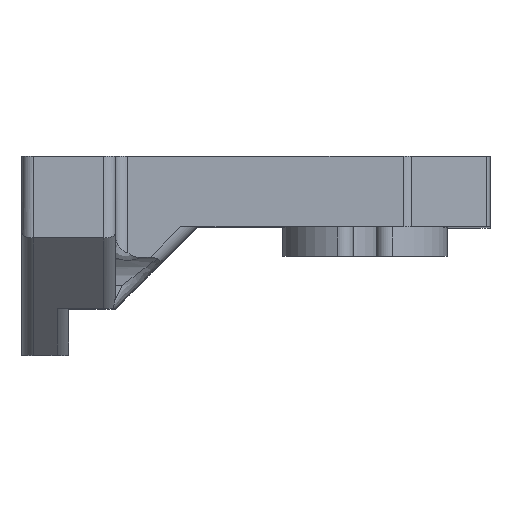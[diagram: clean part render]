
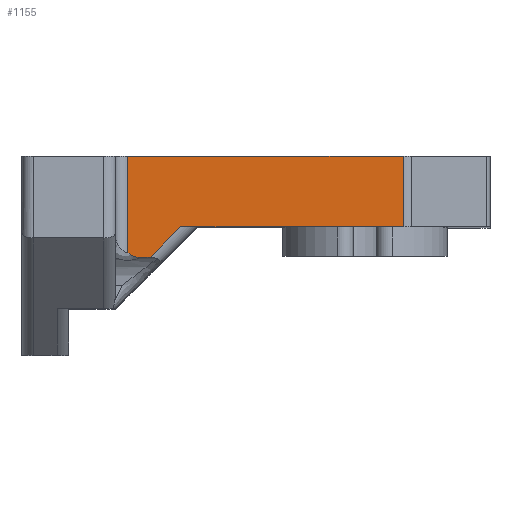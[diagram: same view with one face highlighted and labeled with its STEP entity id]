
A CAD part, top view. The second image highlights one B-rep face of the part: STEP entity #1155.
In plain terms, the highlighted planar face has unit normal (0, 0, 1).
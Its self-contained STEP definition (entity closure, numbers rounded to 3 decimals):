
#63 = CARTESIAN_POINT ( 'NONE',  ( 9.147, 8.648, 33. ) ) ;
#103 = EDGE_CURVE ( 'NONE', #2761, #2394, #2740, .T. ) ;
#104 = ORIENTED_EDGE ( 'NONE', *, *, #1593, .T. ) ;
#168 = VECTOR ( 'NONE', #2372, 1000. ) ;
#263 = B_SPLINE_CURVE_WITH_KNOTS ( 'NONE', 3,
 ( #1455, #63, #317, #1013, #2873, #765 ),
 .UNSPECIFIED., .F., .F.,
 ( 4, 2, 4 ),
 ( 0., 0.001, 0.001 ),
 .UNSPECIFIED. ) ;
#284 = CARTESIAN_POINT ( 'NONE',  ( 9., 8.795, 33. ) ) ;
#291 = CARTESIAN_POINT ( 'NONE',  ( 32.586, 11., 33. ) ) ;
#317 = CARTESIAN_POINT ( 'NONE',  ( 9.331, 8.538, 33. ) ) ;
#356 = DIRECTION ( 'NONE',  ( 1., 0., 0. ) ) ;
#373 = VERTEX_POINT ( 'NONE', #1473 ) ;
#473 = EDGE_CURVE ( 'NONE', #1460, #2133, #1929, .T. ) ;
#536 = VECTOR ( 'NONE', #1588, 1000. ) ;
#588 = DIRECTION ( 'NONE',  ( -1., 0., 0. ) ) ;
#617 = FACE_OUTER_BOUND ( 'NONE', #1041, .T. ) ;
#663 = ORIENTED_EDGE ( 'NONE', *, *, #2461, .T. ) ;
#692 = LINE ( 'NONE', #2767, #536 ) ;
#765 = CARTESIAN_POINT ( 'NONE',  ( 10.137, 8.369, 33. ) ) ;
#780 = CARTESIAN_POINT ( 'NONE',  ( 9., 8.369, 33. ) ) ;
#867 = DIRECTION ( 'NONE',  ( 0.707, 0.707, 0. ) ) ;
#1013 = CARTESIAN_POINT ( 'NONE',  ( 9.725, 8.4, 33. ) ) ;
#1028 = VERTEX_POINT ( 'NONE', #2330 ) ;
#1041 = EDGE_LOOP ( 'NONE', ( #1984, #104, #663, #1976, #2476, #3043, #2774 ) ) ;
#1155 = ADVANCED_FACE ( 'NONE', ( #617 ), #1493, .F. ) ;
#1170 = CARTESIAN_POINT ( 'NONE',  ( 21.292, 18.707, 33. ) ) ;
#1178 = CARTESIAN_POINT ( 'NONE',  ( 10.954, 8.369, 33. ) ) ;
#1292 = DIRECTION ( 'NONE',  ( 0., 0., -1. ) ) ;
#1338 = AXIS2_PLACEMENT_3D ( 'NONE', #2275, #1292, #588 ) ;
#1365 = CARTESIAN_POINT ( 'NONE',  ( 10.137, 8.369, 33. ) ) ;
#1391 = EDGE_CURVE ( 'NONE', #2133, #2761, #263, .T. ) ;
#1455 = CARTESIAN_POINT ( 'NONE',  ( 9., 8.795, 33. ) ) ;
#1460 = VERTEX_POINT ( 'NONE', #2966 ) ;
#1473 = CARTESIAN_POINT ( 'NONE',  ( 32.586, 17., 33. ) ) ;
#1493 = PLANE ( 'NONE',  #1338 ) ;
#1523 = LINE ( 'NONE', #1607, #2936 ) ;
#1588 = DIRECTION ( 'NONE',  ( -1., 0., 0. ) ) ;
#1593 = EDGE_CURVE ( 'NONE', #2394, #1028, #2584, .T. ) ;
#1607 = CARTESIAN_POINT ( 'NONE',  ( 32.586, 17., 33. ) ) ;
#1617 = VERTEX_POINT ( 'NONE', #291 ) ;
#1623 = DIRECTION ( 'NONE',  ( 0., 1., 0. ) ) ;
#1775 = VECTOR ( 'NONE', #356, 1000. ) ;
#1929 = LINE ( 'NONE', #780, #168 ) ;
#1942 = VECTOR ( 'NONE', #867, 1000. ) ;
#1976 = ORIENTED_EDGE ( 'NONE', *, *, #2743, .T. ) ;
#1984 = ORIENTED_EDGE ( 'NONE', *, *, #103, .T. ) ;
#2002 = CARTESIAN_POINT ( 'NONE',  ( 40., 11., 33. ) ) ;
#2133 = VERTEX_POINT ( 'NONE', #284 ) ;
#2275 = CARTESIAN_POINT ( 'NONE',  ( 40., -0.001, 33. ) ) ;
#2330 = CARTESIAN_POINT ( 'NONE',  ( 13.586, 11., 33. ) ) ;
#2372 = DIRECTION ( 'NONE',  ( 0., -1., 0. ) ) ;
#2394 = VERTEX_POINT ( 'NONE', #1178 ) ;
#2461 = EDGE_CURVE ( 'NONE', #1028, #1617, #2752, .T. ) ;
#2476 = ORIENTED_EDGE ( 'NONE', *, *, #2562, .T. ) ;
#2562 = EDGE_CURVE ( 'NONE', #373, #1460, #692, .T. ) ;
#2584 = LINE ( 'NONE', #1170, #1942 ) ;
#2717 = DIRECTION ( 'NONE',  ( 1., 0., 0. ) ) ;
#2740 = LINE ( 'NONE', #2923, #1775 ) ;
#2743 = EDGE_CURVE ( 'NONE', #1617, #373, #1523, .T. ) ;
#2752 = LINE ( 'NONE', #2002, #3044 ) ;
#2761 = VERTEX_POINT ( 'NONE', #1365 ) ;
#2767 = CARTESIAN_POINT ( 'NONE',  ( 40., 17., 33. ) ) ;
#2774 = ORIENTED_EDGE ( 'NONE', *, *, #1391, .T. ) ;
#2873 = CARTESIAN_POINT ( 'NONE',  ( 9.929, 8.369, 33. ) ) ;
#2923 = CARTESIAN_POINT ( 'NONE',  ( 12.369, 8.369, 33. ) ) ;
#2936 = VECTOR ( 'NONE', #1623, 1000. ) ;
#2966 = CARTESIAN_POINT ( 'NONE',  ( 9., 17., 33. ) ) ;
#3043 = ORIENTED_EDGE ( 'NONE', *, *, #473, .T. ) ;
#3044 = VECTOR ( 'NONE', #2717, 1000. ) ;
